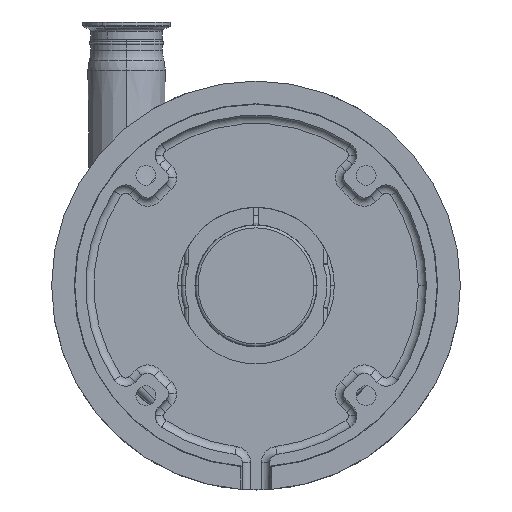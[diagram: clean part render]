
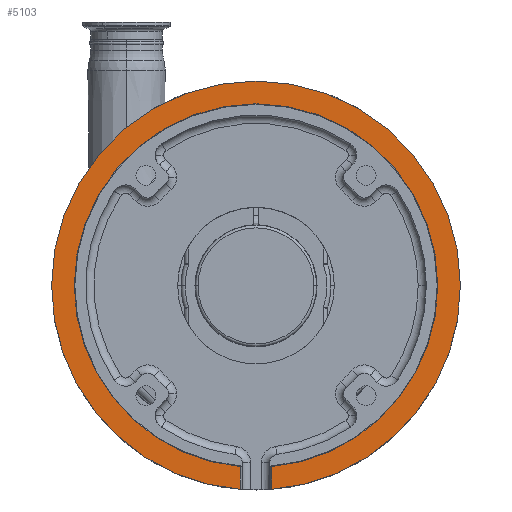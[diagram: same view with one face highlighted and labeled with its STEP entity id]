
A CAD part, top view. The second image highlights one B-rep face of the part: STEP entity #5103.
In plain terms, the highlighted planar face has unit normal (0, 0, 1).
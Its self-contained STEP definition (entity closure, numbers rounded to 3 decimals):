
#586 = AXIS2_PLACEMENT_3D ( 'NONE', #1016, #21016, #8233 ) ;
#1016 = CARTESIAN_POINT ( 'NONE',  ( 0., 0., 197. ) ) ;
#1146 = DIRECTION ( 'NONE',  ( 0., 0., 1. ) ) ;
#1192 = CARTESIAN_POINT ( 'NONE',  ( 11.528, -132.851, 197. ) ) ;
#1289 = CARTESIAN_POINT ( 'NONE',  ( -11.528, -99.499, 197. ) ) ;
#1509 = EDGE_CURVE ( 'NONE', #13815, #6971, #4614, .T. ) ;
#1847 = AXIS2_PLACEMENT_3D ( 'NONE', #20149, #14845, #4280 ) ;
#2000 = ORIENTED_EDGE ( 'NONE', *, *, #13489, .T. ) ;
#2339 = AXIS2_PLACEMENT_3D ( 'NONE', #17026, #8140, #2699 ) ;
#2613 = CARTESIAN_POINT ( 'NONE',  ( -11.528, -149.556, 197. ) ) ;
#2662 = EDGE_CURVE ( 'NONE', #3012, #13154, #19925, .T. ) ;
#2699 = DIRECTION ( 'NONE',  ( -1., 0., 0. ) ) ;
#3012 = VERTEX_POINT ( 'NONE', #8570 ) ;
#3541 = VECTOR ( 'NONE', #8499, 1000. ) ;
#4280 = DIRECTION ( 'NONE',  ( 1., 0., 0. ) ) ;
#4472 = ORIENTED_EDGE ( 'NONE', *, *, #2662, .F. ) ;
#4614 = LINE ( 'NONE', #18843, #13450 ) ;
#4659 = DIRECTION ( 'NONE',  ( 0., 0., -1. ) ) ;
#4808 = EDGE_CURVE ( 'NONE', #21308, #11506, #10260, .T. ) ;
#5103 = ADVANCED_FACE ( 'NONE', ( #13196 ), #11908, .T. ) ;
#5988 = EDGE_CURVE ( 'NONE', #19208, #16415, #8160, .T. ) ;
#6361 = EDGE_LOOP ( 'NONE', ( #14468, #15563, #2000, #20832, #7428, #16575, #14535, #4472 ) ) ;
#6416 = CARTESIAN_POINT ( 'NONE',  ( -11.528, -132.851, 197. ) ) ;
#6441 = CARTESIAN_POINT ( 'NONE',  ( 0., 0., 197. ) ) ;
#6568 = DIRECTION ( 'NONE',  ( -1., 0., 0. ) ) ;
#6971 = VERTEX_POINT ( 'NONE', #1192 ) ;
#7428 = ORIENTED_EDGE ( 'NONE', *, *, #21175, .T. ) ;
#7926 = DIRECTION ( 'NONE',  ( 1., 0., 0. ) ) ;
#8140 = DIRECTION ( 'NONE',  ( 0., 0., -1. ) ) ;
#8160 = CIRCLE ( 'NONE', #586, 133.35 ) ;
#8233 = DIRECTION ( 'NONE',  ( 1., 0., 0. ) ) ;
#8356 = DIRECTION ( 'NONE',  ( 1., 0., 0. ) ) ;
#8499 = DIRECTION ( 'NONE',  ( 0., -1., 0. ) ) ;
#8570 = CARTESIAN_POINT ( 'NONE',  ( -150., 0., 197. ) ) ;
#9223 = AXIS2_PLACEMENT_3D ( 'NONE', #19136, #1146, #8356 ) ;
#9713 = AXIS2_PLACEMENT_3D ( 'NONE', #21259, #10714, #17826 ) ;
#9717 = DIRECTION ( 'NONE',  ( 0., 1., 0. ) ) ;
#9768 = CIRCLE ( 'NONE', #1847, 133.35 ) ;
#9798 = CARTESIAN_POINT ( 'NONE',  ( 150., 0., 197. ) ) ;
#10260 = LINE ( 'NONE', #1289, #3541 ) ;
#10666 = CIRCLE ( 'NONE', #2339, 150. ) ;
#10714 = DIRECTION ( 'NONE',  ( 0., 0., -1. ) ) ;
#11121 = CARTESIAN_POINT ( 'NONE',  ( 133.35, 0., 197. ) ) ;
#11506 = VERTEX_POINT ( 'NONE', #2613 ) ;
#11908 = PLANE ( 'NONE',  #9223 ) ;
#12623 = EDGE_CURVE ( 'NONE', #11506, #3012, #10666, .T. ) ;
#13154 = VERTEX_POINT ( 'NONE', #9798 ) ;
#13196 = FACE_OUTER_BOUND ( 'NONE', #6361, .T. ) ;
#13450 = VECTOR ( 'NONE', #9717, 1000. ) ;
#13489 = EDGE_CURVE ( 'NONE', #21308, #19208, #17116, .T. ) ;
#13707 = CARTESIAN_POINT ( 'NONE',  ( -133.35, 0., 197. ) ) ;
#13815 = VERTEX_POINT ( 'NONE', #17690 ) ;
#14468 = ORIENTED_EDGE ( 'NONE', *, *, #12623, .F. ) ;
#14535 = ORIENTED_EDGE ( 'NONE', *, *, #20891, .F. ) ;
#14845 = DIRECTION ( 'NONE',  ( 0., 0., -1. ) ) ;
#15563 = ORIENTED_EDGE ( 'NONE', *, *, #4808, .F. ) ;
#16009 = AXIS2_PLACEMENT_3D ( 'NONE', #18481, #16699, #7926 ) ;
#16415 = VERTEX_POINT ( 'NONE', #11121 ) ;
#16575 = ORIENTED_EDGE ( 'NONE', *, *, #1509, .F. ) ;
#16699 = DIRECTION ( 'NONE',  ( 0., 0., -1. ) ) ;
#17026 = CARTESIAN_POINT ( 'NONE',  ( 0., 0., 197. ) ) ;
#17116 = CIRCLE ( 'NONE', #16009, 133.35 ) ;
#17690 = CARTESIAN_POINT ( 'NONE',  ( 11.528, -149.556, 197. ) ) ;
#17826 = DIRECTION ( 'NONE',  ( -1., 0., 0. ) ) ;
#18083 = AXIS2_PLACEMENT_3D ( 'NONE', #6441, #4659, #6568 ) ;
#18481 = CARTESIAN_POINT ( 'NONE',  ( 0., 0., 197. ) ) ;
#18843 = CARTESIAN_POINT ( 'NONE',  ( 11.528, -170.402, 197. ) ) ;
#19136 = CARTESIAN_POINT ( 'NONE',  ( 0., 0., 197. ) ) ;
#19208 = VERTEX_POINT ( 'NONE', #13707 ) ;
#19925 = CIRCLE ( 'NONE', #9713, 150. ) ;
#20149 = CARTESIAN_POINT ( 'NONE',  ( 0., 0., 197. ) ) ;
#20712 = CIRCLE ( 'NONE', #18083, 150. ) ;
#20832 = ORIENTED_EDGE ( 'NONE', *, *, #5988, .T. ) ;
#20891 = EDGE_CURVE ( 'NONE', #13154, #13815, #20712, .T. ) ;
#21016 = DIRECTION ( 'NONE',  ( 0., 0., -1. ) ) ;
#21175 = EDGE_CURVE ( 'NONE', #16415, #6971, #9768, .T. ) ;
#21259 = CARTESIAN_POINT ( 'NONE',  ( 0., 0., 197. ) ) ;
#21308 = VERTEX_POINT ( 'NONE', #6416 ) ;
